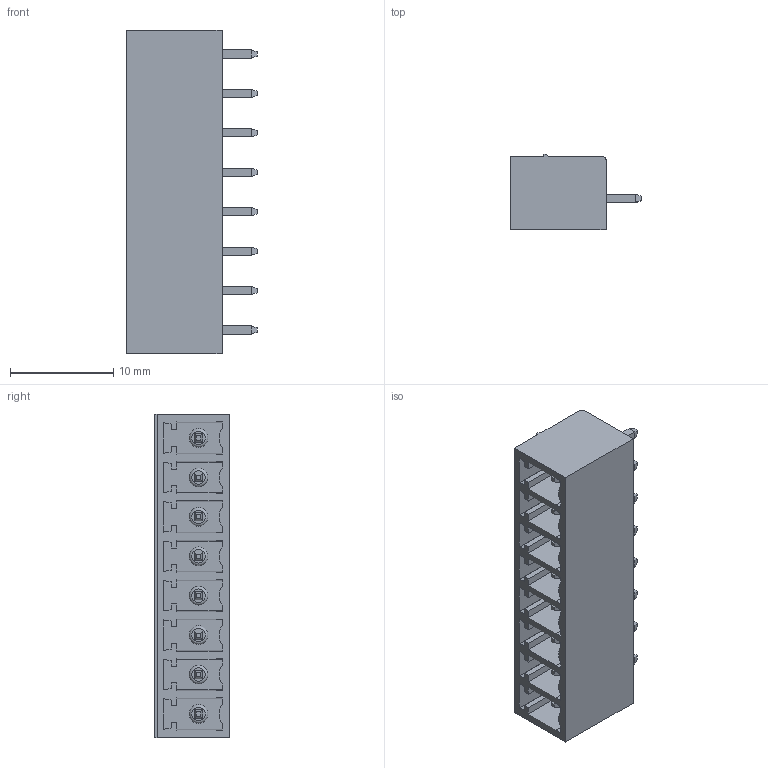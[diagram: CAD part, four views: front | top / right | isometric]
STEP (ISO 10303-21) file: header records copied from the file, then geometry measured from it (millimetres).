
FILE_DESCRIPTION( ( 'STEP AP203' ), '1' );
FILE_NAME( 'PV08-3.81-V-P.stp', ' ', ( ' ' ), ( ' ' ), 'PSStep 15.0.49', 'VISI 20.0', ' ' );
FILE_SCHEMA( ( 'AUTOMOTIVE_DESIGN { 1 0 10303 214 1 1 1 1 }' ) );
Length unit declared in the file: millimetre
Products named in the file (1): 1
Bounding box: 12.6 x 7.25 x 31.28 mm (x, y, z)
Volume: 1220.1 mm3; surface area: 2465 mm2
Topology: 1 solids, 1 shells, 347 faces, 859 edges, 546 vertices
Faces by surface type: plane 322, cylinder 17, torus 8
Full cylindrical faces by diameter (mm): 1.8 x8
Entity records: 12636 total; most frequent: CARTESIAN_POINT 1721, ORIENTED_EDGE 1670, DIRECTION 1573, EDGE_CURVE 835, LINE 793, VECTOR 793, VERTEX_POINT 538, EDGE_LOOP 395
